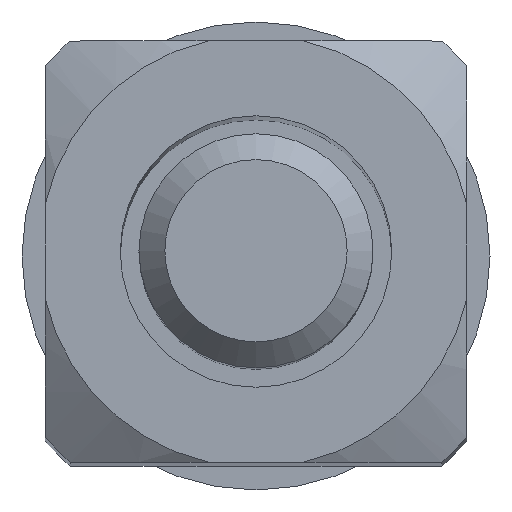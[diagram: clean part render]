
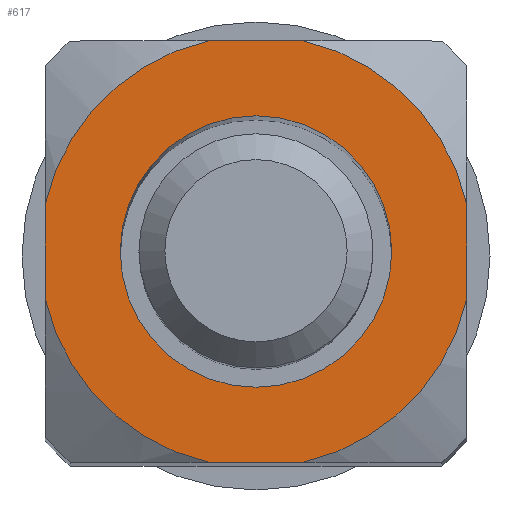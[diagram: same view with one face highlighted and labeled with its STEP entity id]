
A CAD part, top view. The second image highlights one B-rep face of the part: STEP entity #617.
In plain terms, the highlighted face is planar.
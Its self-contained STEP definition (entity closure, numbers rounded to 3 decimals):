
#68=LINE('',#935,#108);
#69=LINE('',#940,#109);
#70=LINE('',#944,#110);
#71=LINE('',#948,#111);
#108=VECTOR('',#757,1000.);
#109=VECTOR('',#760,1000.);
#110=VECTOR('',#763,1000.);
#111=VECTOR('',#766,1000.);
#148=ORIENTED_EDGE('',*,*,#324,.T.);
#149=ORIENTED_EDGE('',*,*,#325,.F.);
#150=ORIENTED_EDGE('',*,*,#326,.T.);
#151=ORIENTED_EDGE('',*,*,#327,.F.);
#152=ORIENTED_EDGE('',*,*,#328,.T.);
#153=ORIENTED_EDGE('',*,*,#329,.F.);
#154=ORIENTED_EDGE('',*,*,#330,.T.);
#155=ORIENTED_EDGE('',*,*,#331,.F.);
#156=ORIENTED_EDGE('',*,*,#332,.T.);
#324=EDGE_CURVE('',#412,#412,#472,.T.);
#325=EDGE_CURVE('',#413,#414,#68,.T.);
#326=EDGE_CURVE('',#413,#415,#473,.F.);
#327=EDGE_CURVE('',#416,#415,#69,.T.);
#328=EDGE_CURVE('',#416,#417,#474,.F.);
#329=EDGE_CURVE('',#418,#417,#70,.T.);
#330=EDGE_CURVE('',#418,#419,#475,.F.);
#331=EDGE_CURVE('',#420,#419,#71,.T.);
#332=EDGE_CURVE('',#420,#414,#476,.F.);
#412=VERTEX_POINT('',#934);
#413=VERTEX_POINT('',#936);
#414=VERTEX_POINT('',#937);
#415=VERTEX_POINT('',#939);
#416=VERTEX_POINT('',#941);
#417=VERTEX_POINT('',#943);
#418=VERTEX_POINT('',#945);
#419=VERTEX_POINT('',#947);
#420=VERTEX_POINT('',#949);
#472=CIRCLE('',#683,1.45);
#473=CIRCLE('',#684,2.307);
#474=CIRCLE('',#685,2.307);
#475=CIRCLE('',#686,2.307);
#476=CIRCLE('',#687,2.307);
#500=EDGE_LOOP('',(#148));
#501=EDGE_LOOP('',(#149,#150,#151,#152,#153,#154,#155,#156));
#548=FACE_BOUND('',#500,.T.);
#549=FACE_BOUND('',#501,.T.);
#596=PLANE('',#682);
#617=ADVANCED_FACE('',(#548,#549),#596,.F.);
#682=AXIS2_PLACEMENT_3D('',#932,#753,#754);
#683=AXIS2_PLACEMENT_3D('',#933,#755,#756);
#684=AXIS2_PLACEMENT_3D('',#938,#758,#759);
#685=AXIS2_PLACEMENT_3D('',#942,#761,#762);
#686=AXIS2_PLACEMENT_3D('',#946,#764,#765);
#687=AXIS2_PLACEMENT_3D('',#950,#767,#768);
#753=DIRECTION('',(0.,0.,1.));
#754=DIRECTION('',(1.,0.,0.));
#755=DIRECTION('',(0.,0.,1.));
#756=DIRECTION('',(1.,0.,0.));
#757=DIRECTION('',(0.,1.,0.));
#758=DIRECTION('',(0.,0.,1.));
#759=DIRECTION('',(1.,0.,0.));
#760=DIRECTION('',(1.,0.,0.));
#761=DIRECTION('',(0.,0.,1.));
#762=DIRECTION('',(1.,0.,0.));
#763=DIRECTION('',(0.,-1.,0.));
#764=DIRECTION('',(0.,0.,1.));
#765=DIRECTION('',(1.,0.,0.));
#766=DIRECTION('',(-1.,0.,0.));
#767=DIRECTION('',(0.,0.,1.));
#768=DIRECTION('',(1.,0.,0.));
#932=CARTESIAN_POINT('',(0.,0.,-24.8));
#933=CARTESIAN_POINT('',(0.,0.,-24.8));
#934=CARTESIAN_POINT('',(1.45,0.,-24.8));
#935=CARTESIAN_POINT('',(2.25,-2.25,-24.8));
#936=CARTESIAN_POINT('',(2.25,-0.51,-24.8));
#937=CARTESIAN_POINT('',(2.25,0.51,-24.8));
#938=CARTESIAN_POINT('',(0.,0.,-24.8));
#939=CARTESIAN_POINT('',(0.51,-2.25,-24.8));
#940=CARTESIAN_POINT('',(-2.25,-2.25,-24.8));
#941=CARTESIAN_POINT('',(-0.51,-2.25,-24.8));
#942=CARTESIAN_POINT('',(0.,0.,-24.8));
#943=CARTESIAN_POINT('',(-2.25,-0.51,-24.8));
#944=CARTESIAN_POINT('',(-2.25,2.25,-24.8));
#945=CARTESIAN_POINT('',(-2.25,0.51,-24.8));
#946=CARTESIAN_POINT('',(0.,0.,-24.8));
#947=CARTESIAN_POINT('',(-0.51,2.25,-24.8));
#948=CARTESIAN_POINT('',(2.25,2.25,-24.8));
#949=CARTESIAN_POINT('',(0.51,2.25,-24.8));
#950=CARTESIAN_POINT('',(0.,0.,-24.8));
